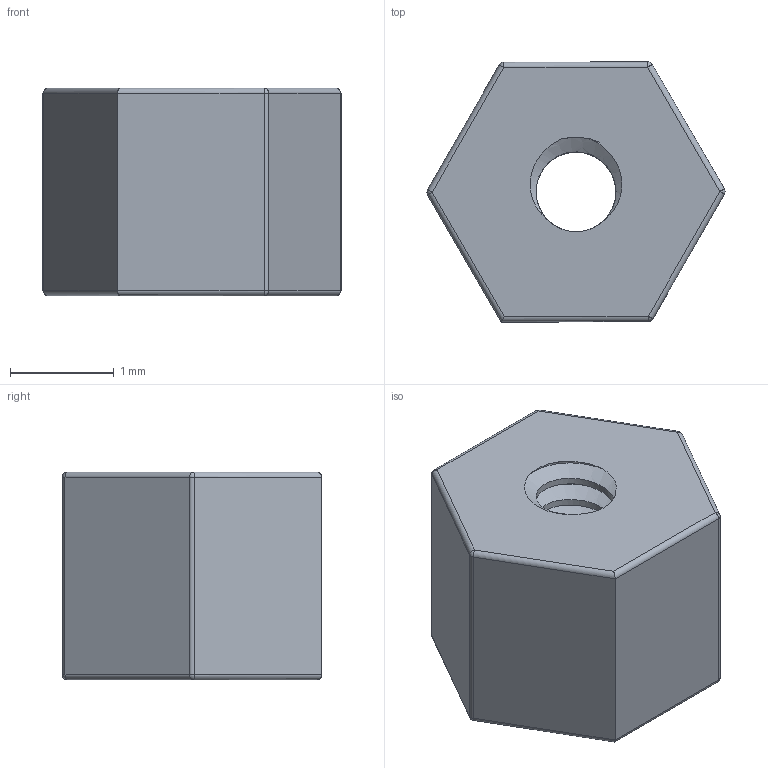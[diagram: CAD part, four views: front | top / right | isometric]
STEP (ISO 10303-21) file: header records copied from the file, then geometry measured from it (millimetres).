
FILE_DESCRIPTION(/* description */ (''),/* implementation_level */ '2;1');
FILE_NAME(/* name */ 'Nut M1.step',/* time_stamp */ '2024-09-20T11:26:34+02:00',/* author */ (''),/* organization */ (''),/* preprocessor_version */ 'ST-DEVELOPER v20',/* originating_system */ 'Autodesk Translation Framework v13.14.0.145',/* authorisation */ '');
FILE_SCHEMA (('AUTOMOTIVE_DESIGN { 1 0 10303 214 3 1 1 }'));
Length unit declared in the file: millimetre
Products named in the file (1): Nut M1
Bounding box: 2.87 x 2.5 x 2 mm (x, y, z)
Volume: 9.6 mm3; surface area: 35.8 mm2
Topology: 1 solids, 1 shells, 55 faces, 127 edges, 74 vertices
Faces by surface type: cylinder 35, sphere 10, plane 8, bspline 2
Full cylindrical faces by diameter (mm): 0.769 x4, 1.054 x2
Entity records: 2685 total; most frequent: CARTESIAN_POINT 1463, ORIENTED_EDGE 254, DIRECTION 231, EDGE_CURVE 127, AXIS2_PLACEMENT_3D 90, VERTEX_POINT 74, EDGE_LOOP 57, FACE_OUTER_BOUND 55
